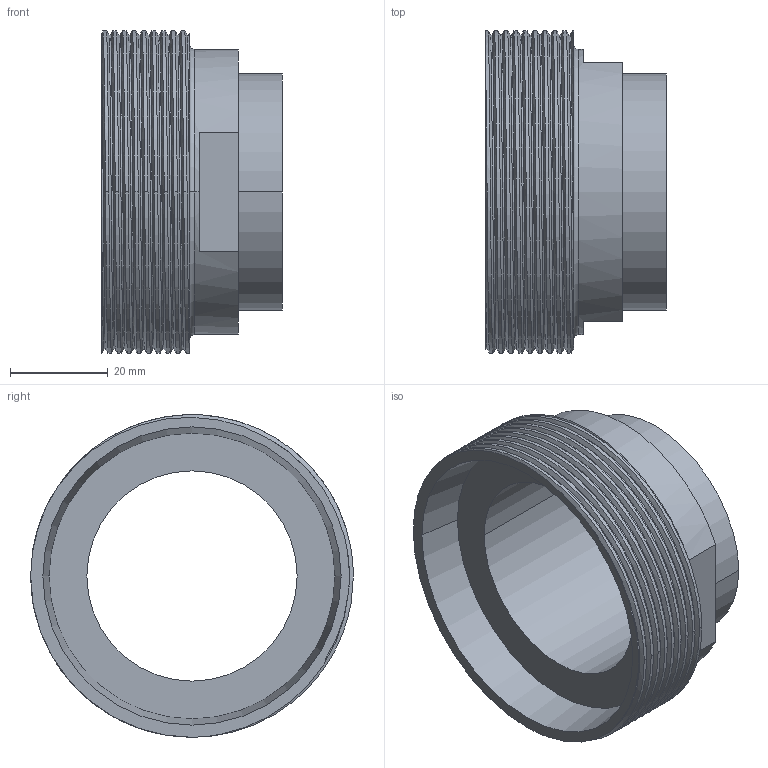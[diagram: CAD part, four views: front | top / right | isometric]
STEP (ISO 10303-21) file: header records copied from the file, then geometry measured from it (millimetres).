
FILE_DESCRIPTION (( 'STEP AP203' ), '1' );
FILE_NAME ('3D_R131-SG_48.3-43_17103010.STEP', '2024-08-15T11:02:25', ( '' ), ( '' ), 'SwSTEP 2.0', 'SolidWorks 2024', '' );
FILE_SCHEMA (( 'CONFIG_CONTROL_DESIGN' ));
Length unit declared in the file: millimetre
Products named in the file (1): 3D_R131-SG_48.3-43_17103010
Bounding box: 37 x 66 x 66 mm (x, y, z)
Volume: 36978.7 mm3; surface area: 17577.3 mm2
Topology: 1 solids, 1 shells, 42 faces, 109 edges, 72 vertices
Faces by surface type: cylinder 26, plane 9, bspline 3, torus 2, cone 2
Entity records: 3376 total; most frequent: CARTESIAN_POINT 2378, ORIENTED_EDGE 218, DIRECTION 171, EDGE_CURVE 109, VERTEX_POINT 72, AXIS2_PLACEMENT_3D 68, EDGE_LOOP 47, ADVANCED_FACE 42
